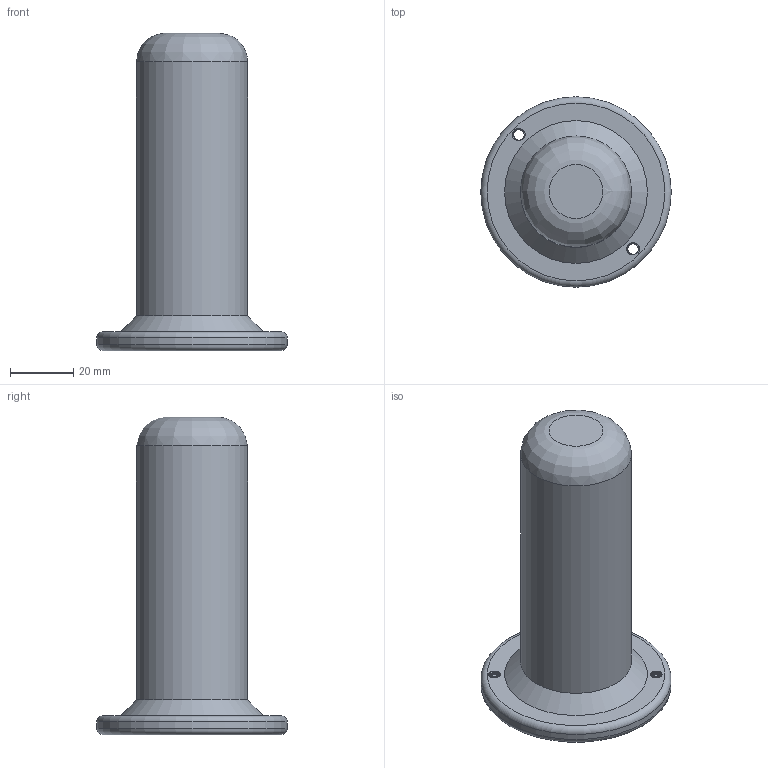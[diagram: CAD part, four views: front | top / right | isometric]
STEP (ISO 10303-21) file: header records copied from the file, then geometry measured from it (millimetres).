
FILE_DESCRIPTION(('FreeCAD Model'),'2;1');
FILE_NAME('Open CASCADE Shape Model','2025-08-04T16:46:28',(''),(''), 'Open CASCADE STEP processor 7.9','FreeCAD','Unknown');
FILE_SCHEMA(('AUTOMOTIVE_DESIGN { 1 0 10303 214 1 1 1 1 }'));
Length unit declared in the file: millimetre
Products named in the file (1): Body
Bounding box: 60 x 60 x 100 mm (x, y, z)
Volume: 106774.4 mm3; surface area: 16219.3 mm2
Topology: 1 solids, 1 shells, 89 faces, 184 edges, 98 vertices
Faces by surface type: bspline 60, cylinder 22, plane 3, torus 2, cone 1, revolution 1
Full cylindrical faces by diameter (mm): 3.322 x16, 35 x1, 60 x1
Entity records: 8833 total; most frequent: CARTESIAN_POINT 7424, ORIENTED_EDGE 368, EDGE_CURVE 184, B_SPLINE_CURVE_WITH_KNOTS 147, DIRECTION 114, VERTEX_POINT 98, FACE_BOUND 94, EDGE_LOOP 94
